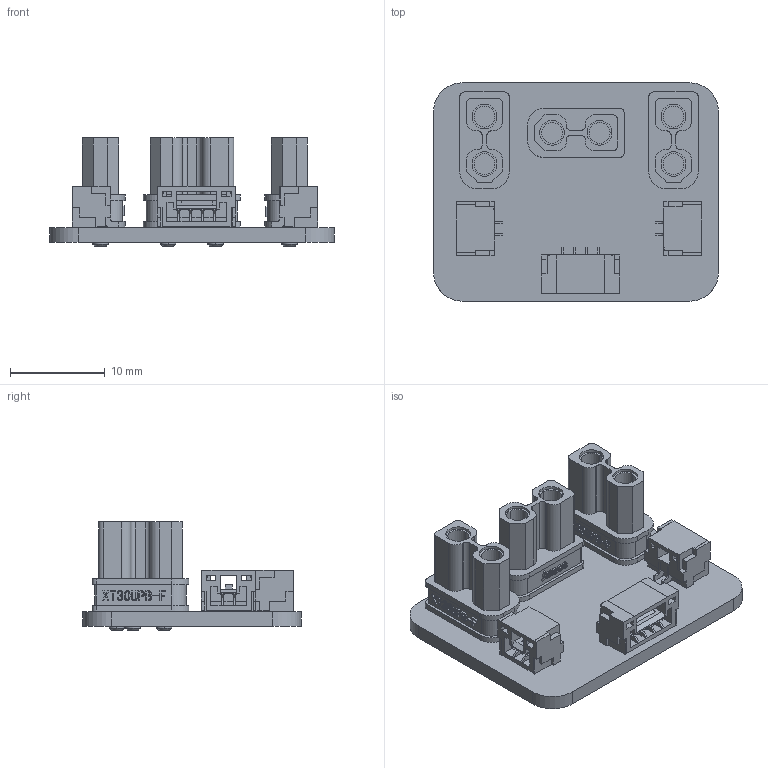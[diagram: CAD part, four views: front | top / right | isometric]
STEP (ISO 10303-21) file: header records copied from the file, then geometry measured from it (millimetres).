
FILE_DESCRIPTION(('Open CASCADE Model'),'2;1');
FILE_NAME('Open CASCADE Shape Model','2024-01-31T20:50:24',('Author'),( 'Open CASCADE'),'Open CASCADE STEP processor 7.5','Open CASCADE 7.5' ,'Unknown');
FILE_SCHEMA(('AUTOMOTIVE_DESIGN { 1 0 10303 214 1 1 1 1 }'));
Length unit declared in the file: millimetre
Products named in the file (12): PCB; Board; Open CASCADE STEP translator 7.5 1.1.1; P_; SM02B-GHS-TB; SM04B-GHS-TB; J_; XT30UPB-F
Assembly tree (14 placements, depth 3):
  PCB
    Board
      Open CASCADE STEP translator 7.5 1.1.1
    P_
      SM02B-GHS-TB
    P_
      SM04B-GHS-TB
    P_
      SM02B-GHS-TB
    J_
      XT30UPB-F
    J_
      XT30UPB-F
    J_
      XT30UPB-F
Bounding box: 30 x 23 x 11.4 mm (x, y, z)
Volume: 2057.7 mm3; surface area: 3908.7 mm2
Topology: 21 solids, 21 shells, 1276 faces, 3443 edges, 2286 vertices
Faces by surface type: plane 932, bspline 210, cylinder 122, cone 12
Entity records: 25255 total; most frequent: CARTESIAN_POINT 8464, ORIENTED_EDGE 3394, DIRECTION 2791, EDGE_CURVE 1697, LINE 1453, VECTOR 1453, VERTEX_POINT 1126, AXIS2_PLACEMENT_3D 669
